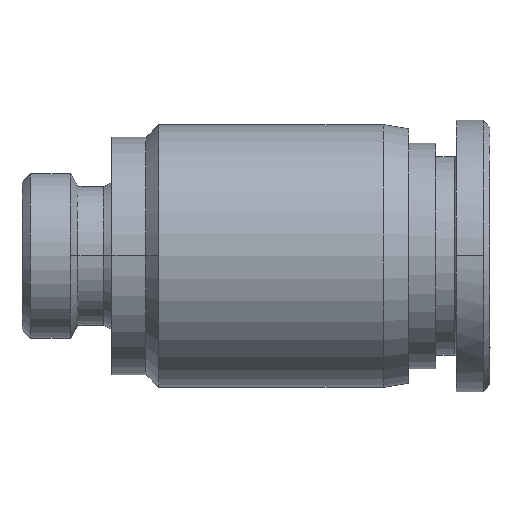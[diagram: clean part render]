
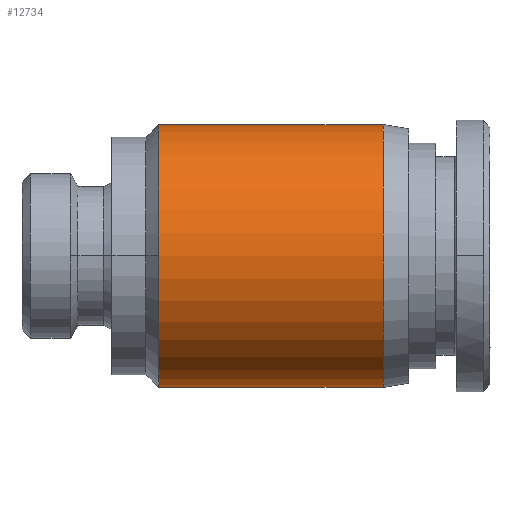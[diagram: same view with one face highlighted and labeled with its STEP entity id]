
A CAD part, top view. The second image highlights one B-rep face of the part: STEP entity #12734.
In plain terms, the highlighted cylindrical face has radius 7.75 mm (diameter 15.5 mm), a partial arc.
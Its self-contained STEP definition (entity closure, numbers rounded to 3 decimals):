
#21 = CARTESIAN_POINT ( 'NONE',  ( 33.033, 17.287, -5.475 ) ) ;
#307 = EDGE_CURVE ( 'NONE', #5415, #17795, #16640, .T. ) ;
#486 = CARTESIAN_POINT ( 'NONE',  ( 38.283, 9.537, -5.475 ) ) ;
#1563 = DIRECTION ( 'NONE',  ( 1., 0., 0. ) ) ;
#2282 = CIRCLE ( 'NONE', #2777, 7.75 ) ;
#2554 = CARTESIAN_POINT ( 'NONE',  ( 46.283, 17.287, -5.475 ) ) ;
#2556 = CARTESIAN_POINT ( 'NONE',  ( 38.283, 17.287, -5.475 ) ) ;
#2777 = AXIS2_PLACEMENT_3D ( 'NONE', #18062, #10536, #3013 ) ;
#3013 = DIRECTION ( 'NONE',  ( 0., -1., 0. ) ) ;
#3115 = VERTEX_POINT ( 'NONE', #9501 ) ;
#3135 = ORIENTED_EDGE ( 'NONE', *, *, #10341, .T. ) ;
#3209 = CARTESIAN_POINT ( 'NONE',  ( 33.033, 9.537, -5.475 ) ) ;
#3801 = EDGE_CURVE ( 'NONE', #18620, #17795, #15464, .T. ) ;
#3804 = AXIS2_PLACEMENT_3D ( 'NONE', #21, #1563, #8995 ) ;
#5219 = VECTOR ( 'NONE', #14187, 1000. ) ;
#5415 = VERTEX_POINT ( 'NONE', #16992 ) ;
#5898 = DIRECTION ( 'NONE',  ( 1., 0., 0. ) ) ;
#6085 = CARTESIAN_POINT ( 'NONE',  ( 33.033, 25.037, -5.475 ) ) ;
#6890 = CIRCLE ( 'NONE', #3804, 7.75 ) ;
#6928 = ORIENTED_EDGE ( 'NONE', *, *, #10312, .T. ) ;
#7197 = ORIENTED_EDGE ( 'NONE', *, *, #16520, .T. ) ;
#7863 = AXIS2_PLACEMENT_3D ( 'NONE', #2554, #16145, #14772 ) ;
#8995 = DIRECTION ( 'NONE',  ( 0., -1., 0. ) ) ;
#9501 = CARTESIAN_POINT ( 'NONE',  ( 33.033, 17.287, 2.275 ) ) ;
#9939 = AXIS2_PLACEMENT_3D ( 'NONE', #2556, #5898, #15176 ) ;
#10312 = EDGE_CURVE ( 'NONE', #18620, #3115, #6890, .T. ) ;
#10341 = EDGE_CURVE ( 'NONE', #3115, #13810, #2282, .T. ) ;
#10536 = DIRECTION ( 'NONE',  ( 1., 0., 0. ) ) ;
#11309 = VECTOR ( 'NONE', #17067, 1000. ) ;
#12435 = CARTESIAN_POINT ( 'NONE',  ( 38.283, 25.037, -5.475 ) ) ;
#12734 = ADVANCED_FACE ( 'NONE', ( #19707 ), #13526, .T. ) ;
#13325 = ORIENTED_EDGE ( 'NONE', *, *, #3801, .F. ) ;
#13526 = CYLINDRICAL_SURFACE ( 'NONE', #9939, 7.75 ) ;
#13810 = VERTEX_POINT ( 'NONE', #3209 ) ;
#14187 = DIRECTION ( 'NONE',  ( 1., 0., 0. ) ) ;
#14772 = DIRECTION ( 'NONE',  ( 0., -1., 0. ) ) ;
#15176 = DIRECTION ( 'NONE',  ( 0., -1., 0. ) ) ;
#15417 = LINE ( 'NONE', #486, #11309 ) ;
#15464 = LINE ( 'NONE', #12435, #5219 ) ;
#15952 = ORIENTED_EDGE ( 'NONE', *, *, #307, .T. ) ;
#16145 = DIRECTION ( 'NONE',  ( -1., 0., 0. ) ) ;
#16520 = EDGE_CURVE ( 'NONE', #13810, #5415, #15417, .T. ) ;
#16640 = CIRCLE ( 'NONE', #7863, 7.75 ) ;
#16992 = CARTESIAN_POINT ( 'NONE',  ( 46.283, 9.537, -5.475 ) ) ;
#17067 = DIRECTION ( 'NONE',  ( 1., 0., 0. ) ) ;
#17587 = CARTESIAN_POINT ( 'NONE',  ( 46.283, 25.037, -5.475 ) ) ;
#17795 = VERTEX_POINT ( 'NONE', #17587 ) ;
#18062 = CARTESIAN_POINT ( 'NONE',  ( 33.033, 17.287, -5.475 ) ) ;
#18620 = VERTEX_POINT ( 'NONE', #6085 ) ;
#18794 = EDGE_LOOP ( 'NONE', ( #13325, #6928, #3135, #7197, #15952 ) ) ;
#19707 = FACE_OUTER_BOUND ( 'NONE', #18794, .T. ) ;
